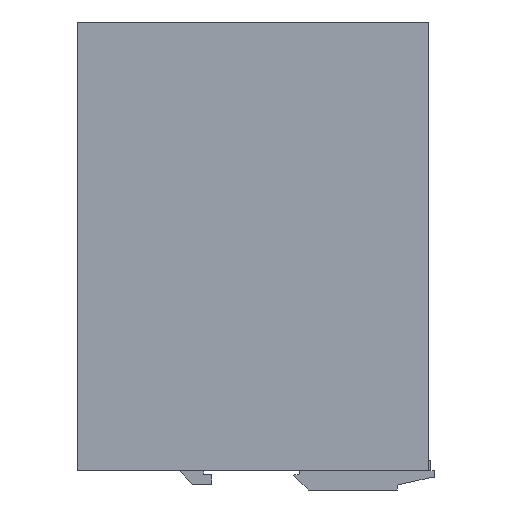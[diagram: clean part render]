
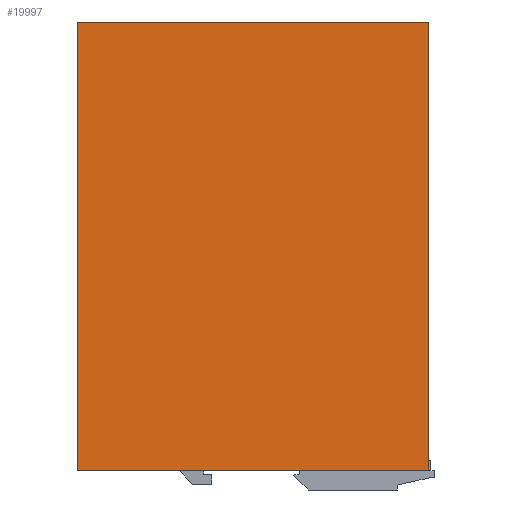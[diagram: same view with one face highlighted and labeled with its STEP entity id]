
A CAD part, left-side view. The second image highlights one B-rep face of the part: STEP entity #19997.
In plain terms, the highlighted planar face has unit normal (-1, 0, 0).
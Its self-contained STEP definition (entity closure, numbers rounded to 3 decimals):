
#246 = LINE ( 'NONE', #15276, #9274 ) ;
#1448 = CARTESIAN_POINT ( 'NONE',  ( -27.5, 63.5, -162.3 ) ) ;
#1816 = LINE ( 'NONE', #9565, #2107 ) ;
#2084 = DIRECTION ( 'NONE',  ( 0., 0., -1. ) ) ;
#2107 = VECTOR ( 'NONE', #2399, 1000. ) ;
#2399 = DIRECTION ( 'NONE',  ( 0., 0., 1. ) ) ;
#3797 = VERTEX_POINT ( 'NONE', #16439 ) ;
#4956 = EDGE_CURVE ( 'NONE', #9831, #3797, #1816, .T. ) ;
#5180 = CARTESIAN_POINT ( 'NONE',  ( -27.5, 0., 0. ) ) ;
#5903 = LINE ( 'NONE', #15319, #16024 ) ;
#5999 = DIRECTION ( 'NONE',  ( 0., 1., 0. ) ) ;
#6655 = ORIENTED_EDGE ( 'NONE', *, *, #18921, .T. ) ;
#7618 = AXIS2_PLACEMENT_3D ( 'NONE', #5180, #21196, #23205 ) ;
#8971 = VECTOR ( 'NONE', #2084, 1000. ) ;
#9274 = VECTOR ( 'NONE', #5999, 1000. ) ;
#9413 = CARTESIAN_POINT ( 'NONE',  ( -27.5, 63.5, 0. ) ) ;
#9565 = CARTESIAN_POINT ( 'NONE',  ( -27.5, -63.5, 0. ) ) ;
#9831 = VERTEX_POINT ( 'NONE', #19858 ) ;
#10788 = VERTEX_POINT ( 'NONE', #1448 ) ;
#13526 = DIRECTION ( 'NONE',  ( 0., 1., 0. ) ) ;
#14049 = EDGE_CURVE ( 'NONE', #9831, #10788, #5903, .T. ) ;
#14391 = EDGE_CURVE ( 'NONE', #20225, #10788, #17403, .T. ) ;
#14858 = FACE_OUTER_BOUND ( 'NONE', #21740, .T. ) ;
#15276 = CARTESIAN_POINT ( 'NONE',  ( -27.5, 0., 0. ) ) ;
#15319 = CARTESIAN_POINT ( 'NONE',  ( -27.5, 0., -162.3 ) ) ;
#15939 = PLANE ( 'NONE',  #7618 ) ;
#16024 = VECTOR ( 'NONE', #13526, 1000. ) ;
#16439 = CARTESIAN_POINT ( 'NONE',  ( -27.5, -63.5, 0. ) ) ;
#17403 = LINE ( 'NONE', #19823, #8971 ) ;
#18921 = EDGE_CURVE ( 'NONE', #3797, #20225, #246, .T. ) ;
#19823 = CARTESIAN_POINT ( 'NONE',  ( -27.5, 63.5, 0. ) ) ;
#19858 = CARTESIAN_POINT ( 'NONE',  ( -27.5, -63.5, -162.3 ) ) ;
#19997 = ADVANCED_FACE ( 'NONE', ( #14858 ), #15939, .F. ) ;
#20225 = VERTEX_POINT ( 'NONE', #9413 ) ;
#20328 = ORIENTED_EDGE ( 'NONE', *, *, #14049, .F. ) ;
#20911 = ORIENTED_EDGE ( 'NONE', *, *, #14391, .T. ) ;
#21196 = DIRECTION ( 'NONE',  ( 1., 0., 0. ) ) ;
#21639 = ORIENTED_EDGE ( 'NONE', *, *, #4956, .T. ) ;
#21740 = EDGE_LOOP ( 'NONE', ( #20328, #21639, #6655, #20911 ) ) ;
#23205 = DIRECTION ( 'NONE',  ( 0., 0., -1. ) ) ;
